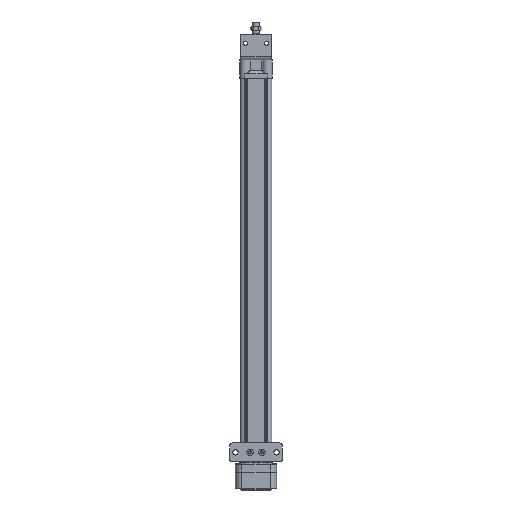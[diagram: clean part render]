
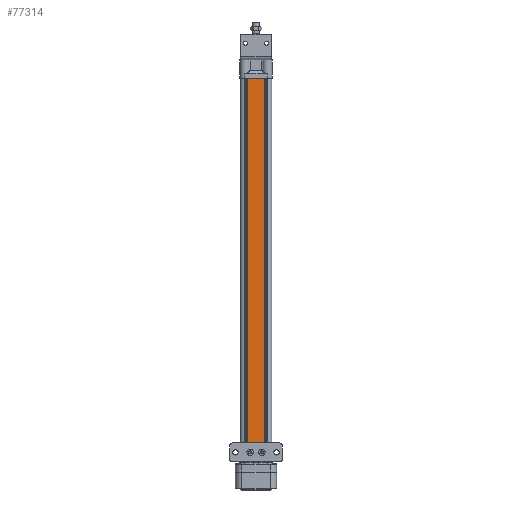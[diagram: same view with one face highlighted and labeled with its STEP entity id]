
A CAD part, front view. The second image highlights one B-rep face of the part: STEP entity #77314.
In plain terms, the highlighted face is planar.
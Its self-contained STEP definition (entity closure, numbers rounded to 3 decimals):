
#494 = VECTOR ( 'NONE', #117332, 1000. ) ;
#2203 = VERTEX_POINT ( 'NONE', #94621 ) ;
#6692 = DIRECTION ( 'NONE',  ( 0., 0., -1. ) ) ;
#7257 = CARTESIAN_POINT ( 'NONE',  ( 54.3, -620., -41.3 ) ) ;
#8108 = LINE ( 'NONE', #145773, #84779 ) ;
#22781 = EDGE_LOOP ( 'NONE', ( #88880, #119652, #89256, #147437 ) ) ;
#37359 = AXIS2_PLACEMENT_3D ( 'NONE', #81299, #94078, #58067 ) ;
#49429 = VERTEX_POINT ( 'NONE', #53967 ) ;
#52017 = CARTESIAN_POINT ( 'NONE',  ( 54.3, -620., -41.3 ) ) ;
#52632 = EDGE_CURVE ( 'NONE', #2203, #49429, #8108, .T. ) ;
#53967 = CARTESIAN_POINT ( 'NONE',  ( 54.3, 0., -13.3 ) ) ;
#58067 = DIRECTION ( 'NONE',  ( 0., 0., -1. ) ) ;
#59559 = PLANE ( 'NONE',  #37359 ) ;
#61041 = EDGE_CURVE ( 'NONE', #138786, #70080, #132064, .T. ) ;
#63144 = VECTOR ( 'NONE', #6692, 1000. ) ;
#70080 = VERTEX_POINT ( 'NONE', #92840 ) ;
#73738 = CARTESIAN_POINT ( 'NONE',  ( 54.3, -620., -41.3 ) ) ;
#77314 = ADVANCED_FACE ( 'NONE', ( #115113 ), #59559, .F. ) ;
#81299 = CARTESIAN_POINT ( 'NONE',  ( 54.3, -495., -27.3 ) ) ;
#84779 = VECTOR ( 'NONE', #111109, 1000. ) ;
#88880 = ORIENTED_EDGE ( 'NONE', *, *, #124790, .F. ) ;
#89256 = ORIENTED_EDGE ( 'NONE', *, *, #90749, .F. ) ;
#90749 = EDGE_CURVE ( 'NONE', #49429, #70080, #110395, .T. ) ;
#92840 = CARTESIAN_POINT ( 'NONE',  ( 54.3, 0., -41.3 ) ) ;
#94078 = DIRECTION ( 'NONE',  ( -1., 0., 0. ) ) ;
#94621 = CARTESIAN_POINT ( 'NONE',  ( 54.3, -620., -13.3 ) ) ;
#110395 = LINE ( 'NONE', #111153, #63144 ) ;
#111109 = DIRECTION ( 'NONE',  ( 0., 1., 0. ) ) ;
#111153 = CARTESIAN_POINT ( 'NONE',  ( 54.3, 0., -13.3 ) ) ;
#115113 = FACE_OUTER_BOUND ( 'NONE', #22781, .T. ) ;
#117332 = DIRECTION ( 'NONE',  ( 0., 0., 1. ) ) ;
#119652 = ORIENTED_EDGE ( 'NONE', *, *, #61041, .T. ) ;
#124790 = EDGE_CURVE ( 'NONE', #138786, #2203, #130876, .T. ) ;
#126231 = VECTOR ( 'NONE', #132807, 1000. ) ;
#130876 = LINE ( 'NONE', #73738, #494 ) ;
#132064 = LINE ( 'NONE', #7257, #126231 ) ;
#132807 = DIRECTION ( 'NONE',  ( 0., 1., 0. ) ) ;
#138786 = VERTEX_POINT ( 'NONE', #52017 ) ;
#145773 = CARTESIAN_POINT ( 'NONE',  ( 54.3, -620., -13.3 ) ) ;
#147437 = ORIENTED_EDGE ( 'NONE', *, *, #52632, .F. ) ;
